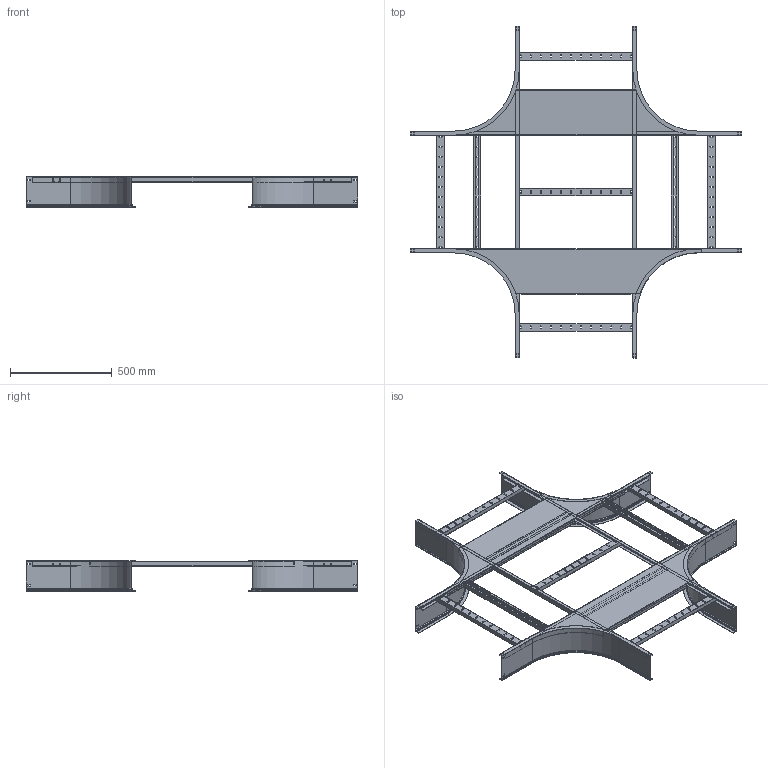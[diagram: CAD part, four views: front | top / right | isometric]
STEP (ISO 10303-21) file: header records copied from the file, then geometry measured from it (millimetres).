
FILE_DESCRIPTION (( 'STEP AP214' ), '1' );
FILE_NAME ('CKR04-4-150x600.STEP', '2021-03-10T05:31:09', ( '' ), ( '' ), 'SwSTEP 2.0', 'SolidWorks 2017', '' );
FILE_SCHEMA (( 'AUTOMOTIVE_DESIGN' ));
Length unit declared in the file: millimetre
Products named in the file (8): ÊÈÂÀ 195.01.02 Ïëàñòèíà ñîåäèíèòåëüíàÿ-00_-04 (600); ÊÈÂÀ 195.01.04 Ï-ïðîôèëü-00_-04 (1574); CKR04-4-150x600; ÊÈÂÀ 195.01.03_Ïëàíêà ïîïåðå÷íàÿ-00_-04; 岓臍 195.01.20 捘 冓憵-00_-04 (600); ÊÈÂÀ 195.01.05 Ï-ïðîôèëü-00_668.2; 岓臍 195.01.10 捘 冓憵-00_-04 (1574); ÊÈÂÀ 195.01.01 Ëîíæåðîí áàçîâûé-00_-03 h150
Assembly tree (22 placements, depth 3):
  CKR04-4-150x600
    岓臍 195.01.10 捘 冓憵-00_-04 (1574)
      ÊÈÂÀ 195.01.04 Ï-ïðîôèëü-00_-04 (1574)  x2
      ÊÈÂÀ 195.01.03_Ïëàíêà ïîïåðå÷íàÿ-00_-04  x5
    岓臍 195.01.20 捘 冓憵-00_-04 (600)  x2
      ÊÈÂÀ 195.01.05 Ï-ïðîôèëü-00_668.2
      ÊÈÂÀ 195.01.03_Ïëàíêà ïîïåðå÷íàÿ-00_-04
    ÊÈÂÀ 195.01.02 Ïëàñòèíà ñîåäèíèòåëüíàÿ-00_-04 (600)  x4
    ÊÈÂÀ 195.01.01 Ëîíæåðîí áàçîâûé-00_-03 h150  x4
Bounding box: 1634 x 1634 x 151.2 mm (x, y, z)
Volume: 2761141.6 mm3; surface area: 4660306.7 mm2
Topology: 23 solids, 23 shells, 1650 faces, 4396 edges, 2792 vertices
Faces by surface type: plane 1178, cylinder 432, torus 24, cone 16
Entity records: 10272 total; most frequent: DIRECTION 1748, CARTESIAN_POINT 1721, ORIENTED_EDGE 1684, EDGE_CURVE 842, LINE 646, VECTOR 646, AXIS2_PLACEMENT_3D 551, VERTEX_POINT 524
